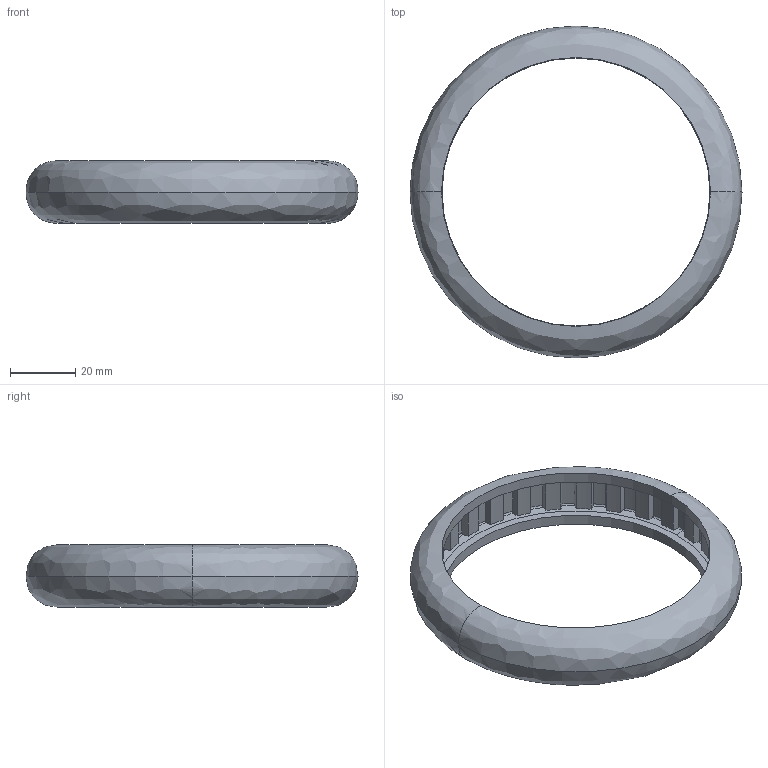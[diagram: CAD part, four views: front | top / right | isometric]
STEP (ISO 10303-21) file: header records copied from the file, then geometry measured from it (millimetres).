
FILE_DESCRIPTION (( 'STEP AP203' ), '1' );
FILE_NAME ('VEX-4INCH-TIRE.STEP', '2011-02-17T22:02:26', ( '' ), ( '' ), 'SwSTEP 2.0', 'SolidWorks 2010', '' );
FILE_SCHEMA (( 'CONFIG_CONTROL_DESIGN' ));
Length unit declared in the file: millimetre
Products named in the file (2): VEX-4INCH-TIRE; WHEEL_??
Assembly tree (1 placements, depth 2):
  VEX-4INCH-TIRE
    WHEEL_??
Bounding box: 101.6 x 101.6 x 19.15 mm (x, y, z)
Volume: 28111.3 mm3; surface area: 17666.2 mm2
Topology: 1 solids, 1 shells, 197 faces, 579 edges, 384 vertices
Faces by surface type: bspline 66, cylinder 63, plane 62, cone 6
Entity records: 8081 total; most frequent: CARTESIAN_POINT 3186, ORIENTED_EDGE 1158, DIRECTION 811, EDGE_CURVE 579, VERTEX_POINT 384, AXIS2_PLACEMENT_3D 341, B_SPLINE_CURVE_WITH_KNOTS 244, CIRCLE 206
